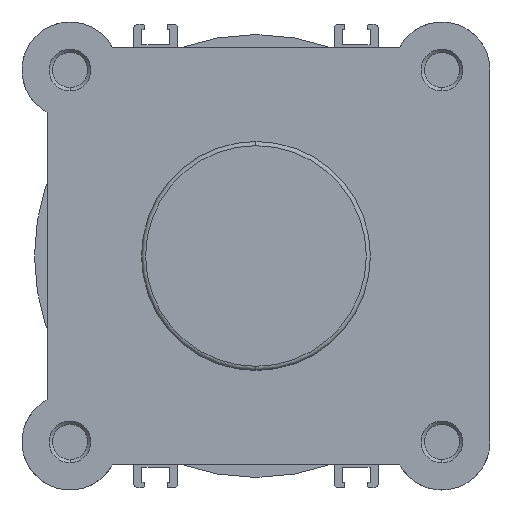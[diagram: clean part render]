
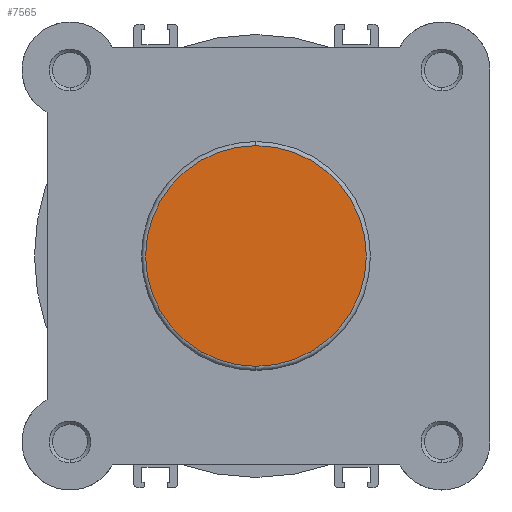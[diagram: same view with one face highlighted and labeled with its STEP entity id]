
A CAD part, left-side view. The second image highlights one B-rep face of the part: STEP entity #7565.
In plain terms, the highlighted planar face has unit normal (-1, 0, 0).
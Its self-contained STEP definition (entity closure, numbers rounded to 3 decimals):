
#339 = EDGE_LOOP ( 'NONE', ( #1029, #1028 ) ) ;
#1028 = ORIENTED_EDGE ( 'NONE', *, *, #3361, .T. ) ;
#1029 = ORIENTED_EDGE ( 'NONE', *, *, #3348, .T. ) ;
#2344 = CIRCLE ( 'NONE', #3660, 26.4 ) ;
#2364 = CIRCLE ( 'NONE', #3661, 26.4 ) ;
#2981 = FACE_OUTER_BOUND ( 'NONE', #339, .T. ) ;
#3348 = EDGE_CURVE ( 'NONE', #7045, #7308, #2344, .T. ) ;
#3361 = EDGE_CURVE ( 'NONE', #7308, #7045, #2364, .T. ) ;
#3660 = AXIS2_PLACEMENT_3D ( 'NONE', #5936, #5953, #5955 ) ;
#3661 = AXIS2_PLACEMENT_3D ( 'NONE', #6006, #6009, #6010 ) ;
#3968 = AXIS2_PLACEMENT_3D ( 'NONE', #4904, #4910, #4911 ) ;
#4073 = CARTESIAN_POINT ( 'NONE',  ( 0., 0., 26.4 ) ) ;
#4901 = PLANE ( 'NONE',  #3968 ) ;
#4904 = CARTESIAN_POINT ( 'NONE',  ( 0., 27.4, 0. ) ) ;
#4910 = DIRECTION ( 'NONE',  ( 1., 0., 0. ) ) ;
#4911 = DIRECTION ( 'NONE',  ( 0., 0., -1. ) ) ;
#5936 = CARTESIAN_POINT ( 'NONE',  ( 0., 0., 0. ) ) ;
#5953 = DIRECTION ( 'NONE',  ( -1., 0., 0. ) ) ;
#5955 = DIRECTION ( 'NONE',  ( 0., 0., -1. ) ) ;
#6006 = CARTESIAN_POINT ( 'NONE',  ( 0., 0., 0. ) ) ;
#6009 = DIRECTION ( 'NONE',  ( -1., 0., 0. ) ) ;
#6010 = DIRECTION ( 'NONE',  ( 0., 0., -1. ) ) ;
#7014 = CARTESIAN_POINT ( 'NONE',  ( 0., 0., -26.4 ) ) ;
#7045 = VERTEX_POINT ( 'NONE', #7014 ) ;
#7308 = VERTEX_POINT ( 'NONE', #4073 ) ;
#7565 = ADVANCED_FACE ( 'NONE', ( #2981 ), #4901, .F. ) ;
